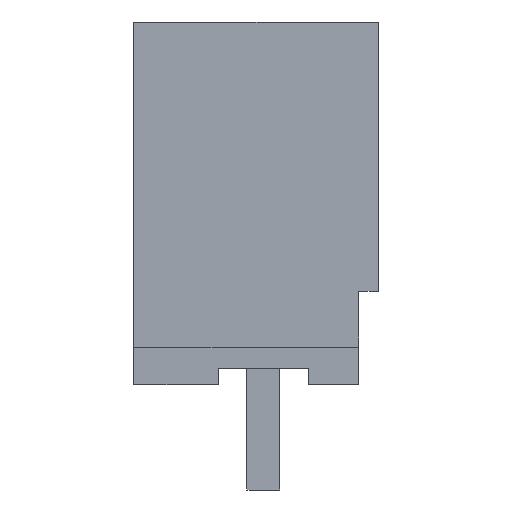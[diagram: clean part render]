
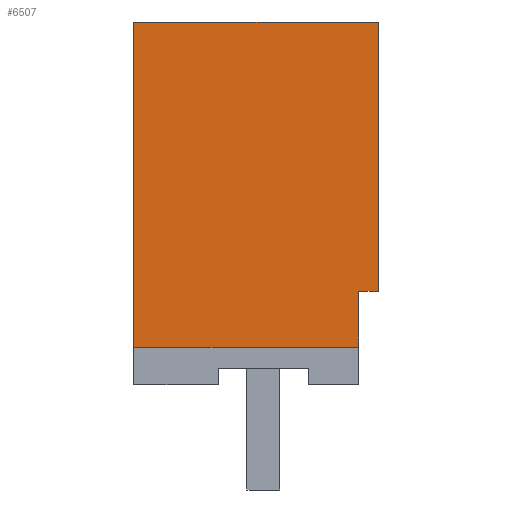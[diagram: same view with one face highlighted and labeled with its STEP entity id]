
A CAD part, left-side view. The second image highlights one B-rep face of the part: STEP entity #6507.
In plain terms, the highlighted planar face has unit normal (-1, 0, 0).
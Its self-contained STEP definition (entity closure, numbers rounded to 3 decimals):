
#6478=AXIS2_PLACEMENT_3D('Plane Axis2P3D',#6475,#6476,#6477) ;
#233=CARTESIAN_POINT('Vertex',(0.,7.45,4.35)) ;
#236=CARTESIAN_POINT('Line Origine',(0.,7.45,9.3)) ;
#240=CARTESIAN_POINT('Vertex',(0.,7.45,14.25)) ;
#4761=CARTESIAN_POINT('Vertex',(0.,0.6,6.05)) ;
#4764=CARTESIAN_POINT('Line Origine',(0.,0.6,5.2)) ;
#4768=CARTESIAN_POINT('Vertex',(0.,0.6,4.35)) ;
#6214=CARTESIAN_POINT('Line Origine',(0.,4.025,4.35)) ;
#6475=CARTESIAN_POINT('Axis2P3D Location',(0.,7.45,14.25)) ;
#6480=CARTESIAN_POINT('Line Origine',(0.,0.,10.15)) ;
#6484=CARTESIAN_POINT('Vertex',(0.,0.,14.25)) ;
#6486=CARTESIAN_POINT('Vertex',(0.,0.,6.05)) ;
#6489=CARTESIAN_POINT('Line Origine',(0.,3.725,14.25)) ;
#6494=CARTESIAN_POINT('Line Origine',(0.,0.3,6.05)) ;
#237=DIRECTION('Vector Direction',(0.,0.,-1.)) ;
#4765=DIRECTION('Vector Direction',(0.,0.,1.)) ;
#6215=DIRECTION('Vector Direction',(0.,-1.,0.)) ;
#6476=DIRECTION('Axis2P3D Direction',(-1.,-0.,0.)) ;
#6477=DIRECTION('Axis2P3D XDirection',(0.,0.,-1.)) ;
#6481=DIRECTION('Vector Direction',(0.,0.,-1.)) ;
#6490=DIRECTION('Vector Direction',(0.,-1.,0.)) ;
#6495=DIRECTION('Vector Direction',(0.,-1.,0.)) ;
#238=VECTOR('Line Direction',#237,1.) ;
#4766=VECTOR('Line Direction',#4765,1.) ;
#6216=VECTOR('Line Direction',#6215,1.) ;
#6482=VECTOR('Line Direction',#6481,1.) ;
#6491=VECTOR('Line Direction',#6490,1.) ;
#6496=VECTOR('Line Direction',#6495,1.) ;
#6500=ORIENTED_EDGE('',*,*,#6488,.F.) ;
#6501=ORIENTED_EDGE('',*,*,#6493,.F.) ;
#6502=ORIENTED_EDGE('',*,*,#242,.T.) ;
#6503=ORIENTED_EDGE('',*,*,#6218,.T.) ;
#6504=ORIENTED_EDGE('',*,*,#4770,.T.) ;
#6505=ORIENTED_EDGE('',*,*,#6498,.F.) ;
#6507=ADVANCED_FACE('HOUSING',(#6506),#6479,.T.) ;
#242=EDGE_CURVE('',#241,#234,#239,.T.) ;
#4770=EDGE_CURVE('',#4769,#4762,#4767,.T.) ;
#6218=EDGE_CURVE('',#234,#4769,#6217,.T.) ;
#6488=EDGE_CURVE('',#6485,#6487,#6483,.T.) ;
#6493=EDGE_CURVE('',#241,#6485,#6492,.T.) ;
#6498=EDGE_CURVE('',#6487,#4762,#6497,.F.) ;
#6499=EDGE_LOOP('',(#6500,#6501,#6502,#6503,#6504,#6505)) ;
#6506=FACE_OUTER_BOUND('',#6499,.T.) ;
#239=LINE('Line',#236,#238) ;
#4767=LINE('Line',#4764,#4766) ;
#6217=LINE('Line',#6214,#6216) ;
#6483=LINE('Line',#6480,#6482) ;
#6492=LINE('Line',#6489,#6491) ;
#6497=LINE('Line',#6494,#6496) ;
#6479=PLANE('',#6478) ;
#234=VERTEX_POINT('',#233) ;
#241=VERTEX_POINT('',#240) ;
#4762=VERTEX_POINT('',#4761) ;
#4769=VERTEX_POINT('',#4768) ;
#6485=VERTEX_POINT('',#6484) ;
#6487=VERTEX_POINT('',#6486) ;
